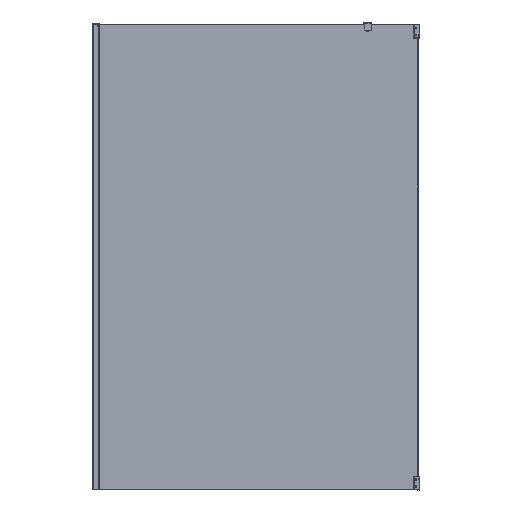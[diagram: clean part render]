
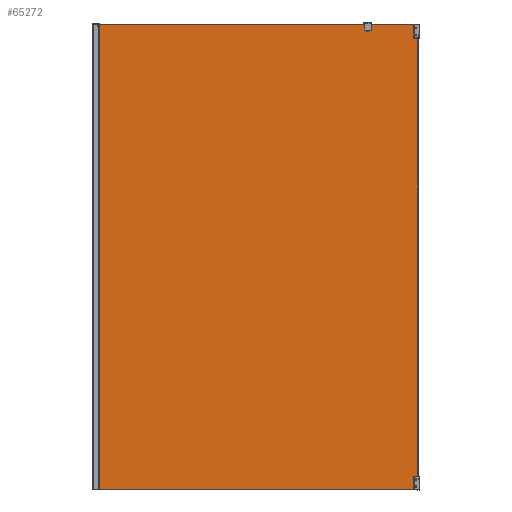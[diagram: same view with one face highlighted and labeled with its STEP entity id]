
A CAD part, top view. The second image highlights one B-rep face of the part: STEP entity #65272.
In plain terms, the highlighted planar face has unit normal (0, 0, 1).
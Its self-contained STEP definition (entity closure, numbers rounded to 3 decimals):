
#16041 = EDGE_LOOP ( 'NONE', ( #53316, #53505, #53512, #53429 ) ) ;
#20283 = CARTESIAN_POINT ( 'NONE',  ( 1., 1996., 10. ) ) ;
#20302 = CARTESIAN_POINT ( 'NONE',  ( 1394., 1., 10. ) ) ;
#20311 = CARTESIAN_POINT ( 'NONE',  ( 1., 1., 10. ) ) ;
#20316 = CARTESIAN_POINT ( 'NONE',  ( 1394., 1996., 10. ) ) ;
#53316 = ORIENTED_EDGE ( 'NONE', *, *, #67366, .T. ) ;
#53429 = ORIENTED_EDGE ( 'NONE', *, *, #67308, .T. ) ;
#53505 = ORIENTED_EDGE ( 'NONE', *, *, #67388, .T. ) ;
#53512 = ORIENTED_EDGE ( 'NONE', *, *, #67276, .T. ) ;
#65272 = ADVANCED_FACE ( 'NONE', ( #79425 ), #77602, .F. ) ;
#67276 = EDGE_CURVE ( 'NONE', #72590, #72542, #124000, .T. ) ;
#67308 = EDGE_CURVE ( 'NONE', #72542, #72587, #124277, .T. ) ;
#67366 = EDGE_CURVE ( 'NONE', #72587, #72615, #124498, .T. ) ;
#67388 = EDGE_CURVE ( 'NONE', #72615, #72590, #124664, .T. ) ;
#72542 = VERTEX_POINT ( 'NONE', #20311 ) ;
#72587 = VERTEX_POINT ( 'NONE', #20302 ) ;
#72590 = VERTEX_POINT ( 'NONE', #20283 ) ;
#72615 = VERTEX_POINT ( 'NONE', #20316 ) ;
#77537 = DIRECTION ( 'NONE',  ( -1., 0., 0. ) ) ;
#77568 = CARTESIAN_POINT ( 'NONE',  ( 0., 1997., 10. ) ) ;
#77570 = DIRECTION ( 'NONE',  ( 0., 0., -1. ) ) ;
#77602 = PLANE ( 'NONE',  #82783 ) ;
#79425 = FACE_OUTER_BOUND ( 'NONE', #16041, .T. ) ;
#82783 = AXIS2_PLACEMENT_3D ( 'NONE', #77568, #77570, #77537 ) ;
#120499 = DIRECTION ( 'NONE',  ( 0., -1., 0. ) ) ;
#120556 = CARTESIAN_POINT ( 'NONE',  ( 1., 1997., 10. ) ) ;
#120692 = CARTESIAN_POINT ( 'NONE',  ( 0., 1., 10. ) ) ;
#120694 = DIRECTION ( 'NONE',  ( 1., 0., 0. ) ) ;
#121142 = DIRECTION ( 'NONE',  ( 0., 1., 0. ) ) ;
#121168 = CARTESIAN_POINT ( 'NONE',  ( 1394., 1997., 10. ) ) ;
#121264 = CARTESIAN_POINT ( 'NONE',  ( 0., 1996., 10. ) ) ;
#121271 = DIRECTION ( 'NONE',  ( -1., 0., 0. ) ) ;
#124000 = LINE ( 'NONE', #120556, #124008 ) ;
#124008 = VECTOR ( 'NONE', #120499, 1000. ) ;
#124203 = VECTOR ( 'NONE', #120694, 1000. ) ;
#124277 = LINE ( 'NONE', #120692, #124203 ) ;
#124497 = VECTOR ( 'NONE', #121142, 1000. ) ;
#124498 = LINE ( 'NONE', #121168, #124497 ) ;
#124589 = VECTOR ( 'NONE', #121271, 1000. ) ;
#124664 = LINE ( 'NONE', #121264, #124589 ) ;
